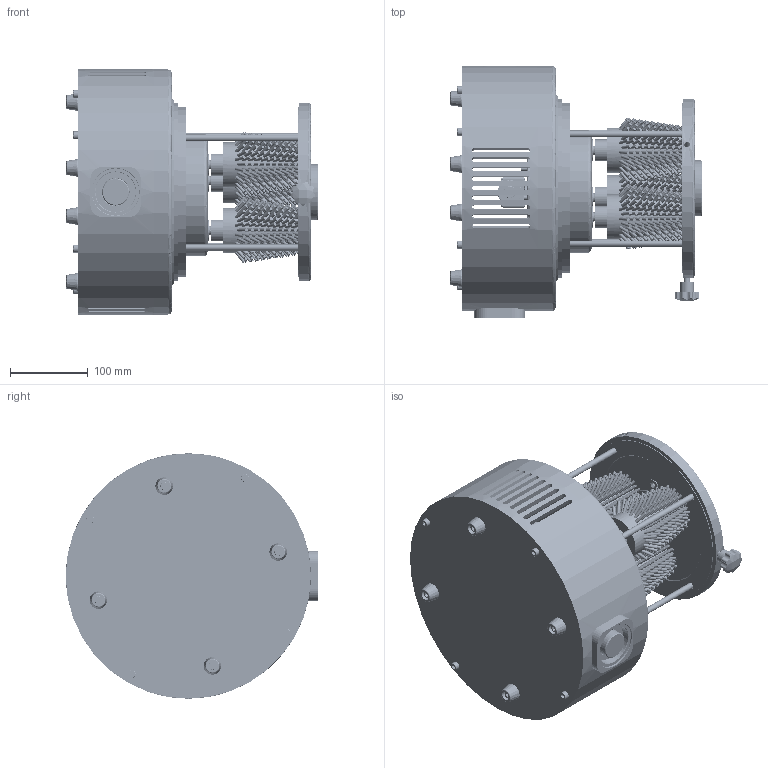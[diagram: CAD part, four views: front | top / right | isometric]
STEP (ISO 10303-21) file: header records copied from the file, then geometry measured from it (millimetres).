
FILE_DESCRIPTION (( 'STEP AP214' ), '1' );
FILE_NAME ('08-1989.STEP', '2024-08-27T22:29:06', ( '' ), ( '' ), 'SwSTEP 2.0', 'SolidWorks 2022', '' );
FILE_SCHEMA (( 'AUTOMOTIVE_DESIGN' ));
Length unit declared in the file: inch
Products named in the file (125): TCD-BU _X2_5e955ea77ec44ef6_X0__32; TCD-BU _X2_5e955ea77ec44ef6_X0__78; TCD-BU _X2_5e955ea77ec44ef6_X0__37; GB_X2_2571_X0_T 70.1-2008  _X2_5185516d89d2570667f1593487ba9489_X0_M5_X2_00d7_X0_8_M5_X2_00d7_X0_16; TCD-BU _X2_5e955ea77ec44ef6_X0__59; TCD-BU _X2_5e955ea77ec44ef6_X0__9; TCD-BU _X2_5e955ea77ec44ef6_X0__57; TCD-BU _X2_5e955ea77ec44ef6_X0__83; 08-1989; 09-0175; TCD-BU _X2_5e955ea77ec44ef6_X0__23; TCD-BU _X2_5e955ea77ec44ef6_X0__46; GB_X2_2571_X0_T 276-2013_X2_6df16c9f74038f74627f_X0_ 6001-2Z_6001-2Z_7; TCD-BU _X2_5e955ea77ec44ef6_X0__44; TCD-BU _X2_5e955ea77ec44ef6_X0__72; TCD-BU _X2_5e955ea77ec44ef6_X0__69; TCD-BU _X2_5e955ea77ec44ef6_X0__6; TCD-BU _X2_5e955ea77ec44ef6_X0__19; TCD-BU _X2_5e955ea77ec44ef6_X0__54; 06-0473; TCD-BU _X2_5e955ea77ec44ef6_X0__63; QJ50-003 _X2_9f7f8f6e63217247_X0_; TCD-BU _X2_5e955ea77ec44ef6_X0__47; TCD-BU _X2_5e955ea77ec44ef6_X0__42; TCD-BU _X2_5e955ea77ec44ef6_X0__87; TCD-BU _X2_5e955ea77ec44ef6_X0__21; GB_X2_2571_X0_T 893-2017[_X2_5b5475285f39602763215708_X0_A_X2_578b_X0_28]_28; TCD-BU _X2_5e955ea77ec44ef6_X0__58; _X2_661f578b628a624b_X0_[CTH209B-32]; TCD-BU _X2_5e955ea77ec44ef6_X0__30; QJ50-005 _X2_884c661f51859f7f8f6e76d8_X0_; QJ50-002 _X2_9f7f8f6e8f74_X0_; TCD-BU _X2_5e955ea77ec44ef6_X0__18; GB_X2_2571_X0_T 276-2013_X2_6df16c9f74038f74627f_X0_ 6001-2Z_6001-2Z_2; GB_X2_2571_X0_T 276-2013_X2_6df16c9f74038f74627f_X0_ 6001-2Z_6001-2Z_3; TCD-BU _X2_5e955ea77ec44ef6_X0__15; GB_X2_2571_X0_T 119.2-2000 _X2_570667f19500_X0_3_X2_00d7_X0_24_3_X2_00d7_X0_24; TCD-BU _X2_5e955ea77ec44ef6_X0__71; TCD-BU _X2_5e955ea77ec44ef6_X0__12; TCD-BU _X2_5e955ea77ec44ef6_X0__56 ...
Assembly tree (151 placements, depth 4):
  08-1989
    06-0473
      QJ50-001 _X2_65cb8f6c76d8_X0_
      QJ50-005 _X2_884c661f51859f7f8f6e76d8_X0_
      QJ50-006  _X2_884c661f5c0f9f7f8f6e_X0_  x3
      QJ50-003 _X2_9f7f8f6e63217247_X0_  x3
      QJ50-002 _X2_9f7f8f6e8f74_X0_  x3
      GB_X2_2571_X0_T 894-2017  [_X2_8f7475285f39602763215708_X0_A_X2_578b_X0_12]_12  x3
      GB_X2_2571_X0_T 276-2013_X2_6df16c9f74038f74627f_X0_ 6001-2Z_6001-2Z  x6
        GB_X2_2571_X0_T 276-2013_X2_6df16c9f74038f74627f_X0_ 6001-2Z_6001-2Z_10
        GB_X2_2571_X0_T 276-2013_X2_6df16c9f74038f74627f_X0_ 6001-2Z_6001-2Z_13
        GB_X2_2571_X0_T 276-2013_X2_6df16c9f74038f74627f_X0_ 6001-2Z_6001-2Z_15
        GB_X2_2571_X0_T 276-2013_X2_6df16c9f74038f74627f_X0_ 6001-2Z_6001-2Z_12
        GB_X2_2571_X0_T 276-2013_X2_6df16c9f74038f74627f_X0_ 6001-2Z_6001-2Z_5
        GB_X2_2571_X0_T 276-2013_X2_6df16c9f74038f74627f_X0_ 6001-2Z_6001-2Z_2
        GB_X2_2571_X0_T 276-2013_X2_6df16c9f74038f74627f_X0_ 6001-2Z_6001-2Z_14
        GB_X2_2571_X0_T 276-2013_X2_6df16c9f74038f74627f_X0_ 6001-2Z_6001-2Z_6
        GB_X2_2571_X0_T 276-2013_X2_6df16c9f74038f74627f_X0_ 6001-2Z_6001-2Z
        GB_X2_2571_X0_T 276-2013_X2_6df16c9f74038f74627f_X0_ 6001-2Z_6001-2Z_4
        GB_X2_2571_X0_T 276-2013_X2_6df16c9f74038f74627f_X0_ 6001-2Z_6001-2Z_8
        GB_X2_2571_X0_T 276-2013_X2_6df16c9f74038f74627f_X0_ 6001-2Z_6001-2Z_11
        GB_X2_2571_X0_T 276-2013_X2_6df16c9f74038f74627f_X0_ 6001-2Z_6001-2Z_7
        GB_X2_2571_X0_T 276-2013_X2_6df16c9f74038f74627f_X0_ 6001-2Z_6001-2Z_9
        GB_X2_2571_X0_T 276-2013_X2_6df16c9f74038f74627f_X0_ 6001-2Z_6001-2Z_3
      GB_X2_2571_X0_T 893-2017[_X2_5b5475285f39602763215708_X0_A_X2_578b_X0_28]_28  x3
      GB_X2_2571_X0_T 119.2-2000 _X2_570667f19500_X0_3_X2_00d7_X0_24_3_X2_00d7_X0_24  x3
      GB_X2_2571_X0_T 70.1-2008  _X2_5185516d89d2570667f1593487ba9489_X0_M5_X2_00d7_X0_8_M5_X2_00d7_X0_16  x3
      bt40_X2_520067c457fa5ea7_X0_
        QJ40-003 _X2_520067c457fa5ea7_X0_
        bt40_X2_63215757_X0_1  x2
      GB_X2_2571_X0_T 70.1-2008  _X2_5185516d89d2570667f1593487ba9489_X0_M8_X2_00d7_X0_165_M8_X2_00d7_X0_80  x4
      QJ40-001_X2_6bdb5237_X0_40  x3
      sk cat40_X2_8f6c636273af_X0_
      GB_X2_2571_X0_T 1096-2003[_X2_666e901a5e73952e_X0_ B_X2_578b952e_X0_ B4_X2_00d7_X0_4_X2_00d7_X0_12]__X2_952e_X0_ B4_X2_00d7_X0_4_X2_00d7_X0_12  x3
      QJ40-005_X2_98769488_X0_
      _X2_661f578b628a624b_X0_[CTH209B-32]
    09-0175
      TCD-BU _X2_5e955ea77ec44ef6_X0__27
      TCD-BU _X2_5e955ea77ec44ef6_X0__32
      TCD-BU _X2_5e955ea77ec44ef6_X0__12
      TCD-BU _X2_5e955ea77ec44ef6_X0__45
      TCD-BU _X2_5e955ea77ec44ef6_X0__84
      TCD-BU _X2_5e955ea77ec44ef6_X0__74
      TCD-BU _X2_5e955ea77ec44ef6_X0__68
      TCD-BU _X2_5e955ea77ec44ef6_X0__31
      TCD-BU _X2_5e955ea77ec44ef6_X0__16
      TCD-BU _X2_5e955ea77ec44ef6_X0__61
      TCD-BU _X2_5e955ea77ec44ef6_X0__4
      TCD-BU _X2_5e955ea77ec44ef6_X0__28
      TCD-BU _X2_5e955ea77ec44ef6_X0__69
      TCD-BU _X2_5e955ea77ec44ef6_X0__14
      TCD-BU _X2_5e955ea77ec44ef6_X0__21
      TCD-BU _X2_5e955ea77ec44ef6_X0__2
      TCD-BU _X2_5e955ea77ec44ef6_X0__13
      TCD-BU _X2_5e955ea77ec44ef6_X0__50
      TCD-BU _X2_5e955ea77ec44ef6_X0__17
      TCD-BU _X2_5e955ea77ec44ef6_X0__18
      TCD-BU _X2_5e955ea77ec44ef6_X0__5
      TCD-BU _X2_5e955ea77ec44ef6_X0__67
      TCD-BU _X2_5e955ea77ec44ef6_X0__60
Bounding box: 324 x 325.5 x 316 mm (x, y, z)
Volume: 5910657.4 mm3; surface area: 1278883.9 mm2
Topology: 217 solids, 219 shells, 7540 faces, 17618 edges, 11229 vertices
Faces by surface type: cylinder 3550, plane 2280, bspline 1139, cone 571
Entity records: 175650 total; most frequent: CARTESIAN_POINT 75513, ORIENTED_EDGE 19850, DIRECTION 18916, EDGE_CURVE 9925, AXIS2_PLACEMENT_3D 7645, VERTEX_POINT 6460, EDGE_LOOP 4887, ADVANCED_FACE 4195
